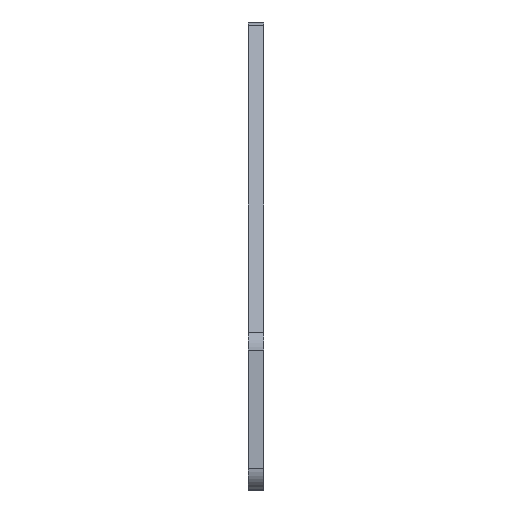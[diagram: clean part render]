
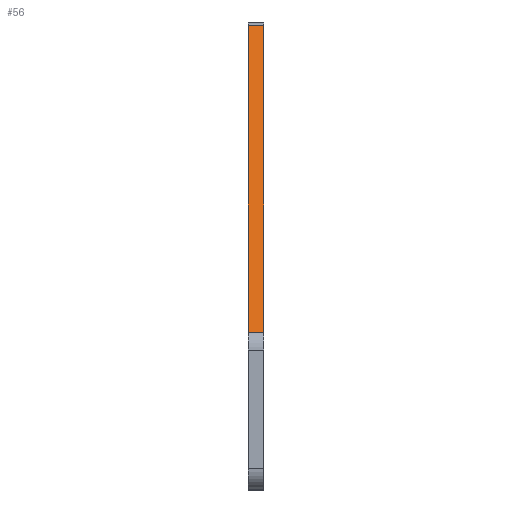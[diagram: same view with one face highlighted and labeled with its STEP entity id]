
A CAD part, left-side view. The second image highlights one B-rep face of the part: STEP entity #56.
In plain terms, the highlighted planar face has unit normal (-0.555, 0, 0.832).
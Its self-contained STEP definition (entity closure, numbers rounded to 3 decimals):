
#7 = CARTESIAN_POINT ( 'NONE',  ( -51.109, 0., 7.826 ) ) ;
#17 = VERTEX_POINT ( 'NONE', #1128 ) ;
#56 = ADVANCED_FACE ( 'NONE', ( #288 ), #475, .T. ) ;
#59 = VECTOR ( 'NONE', #372, 1000. ) ;
#93 = EDGE_CURVE ( 'NONE', #17, #433, #489, .T. ) ;
#118 = LINE ( 'NONE', #505, #779 ) ;
#144 = CARTESIAN_POINT ( 'NONE',  ( -7.349, 0., 37. ) ) ;
#151 = CARTESIAN_POINT ( 'NONE',  ( -7.852, 1.5, 36.664 ) ) ;
#265 = DIRECTION ( 'NONE',  ( 0., -1., 0. ) ) ;
#270 = LINE ( 'NONE', #359, #1082 ) ;
#288 = FACE_OUTER_BOUND ( 'NONE', #317, .T. ) ;
#290 = VERTEX_POINT ( 'NONE', #151 ) ;
#317 = EDGE_LOOP ( 'NONE', ( #728, #836, #875, #577 ) ) ;
#356 = EDGE_CURVE ( 'NONE', #290, #647, #1068, .T. ) ;
#359 = CARTESIAN_POINT ( 'NONE',  ( -51.109, 0., 7.826 ) ) ;
#372 = DIRECTION ( 'NONE',  ( -0.832, 0., -0.555 ) ) ;
#387 = CARTESIAN_POINT ( 'NONE',  ( -7.349, 1.5, 37. ) ) ;
#421 = DIRECTION ( 'NONE',  ( -0.832, 0., -0.555 ) ) ;
#433 = VERTEX_POINT ( 'NONE', #7 ) ;
#475 = PLANE ( 'NONE',  #816 ) ;
#488 = DIRECTION ( 'NONE',  ( 0., 1., 0. ) ) ;
#489 = LINE ( 'NONE', #144, #1084 ) ;
#505 = CARTESIAN_POINT ( 'NONE',  ( -7.852, 0., 36.664 ) ) ;
#531 = EDGE_CURVE ( 'NONE', #17, #290, #118, .T. ) ;
#562 = DIRECTION ( 'NONE',  ( -0.555, 0., 0.832 ) ) ;
#577 = ORIENTED_EDGE ( 'NONE', *, *, #1013, .T. ) ;
#647 = VERTEX_POINT ( 'NONE', #1140 ) ;
#728 = ORIENTED_EDGE ( 'NONE', *, *, #93, .F. ) ;
#779 = VECTOR ( 'NONE', #488, 1000. ) ;
#816 = AXIS2_PLACEMENT_3D ( 'NONE', #973, #562, #903 ) ;
#836 = ORIENTED_EDGE ( 'NONE', *, *, #531, .T. ) ;
#875 = ORIENTED_EDGE ( 'NONE', *, *, #356, .T. ) ;
#903 = DIRECTION ( 'NONE',  ( -0.832, 0., -0.555 ) ) ;
#973 = CARTESIAN_POINT ( 'NONE',  ( -7.349, 0., 37. ) ) ;
#1013 = EDGE_CURVE ( 'NONE', #647, #433, #270, .T. ) ;
#1068 = LINE ( 'NONE', #387, #59 ) ;
#1082 = VECTOR ( 'NONE', #265, 1000. ) ;
#1084 = VECTOR ( 'NONE', #421, 1000. ) ;
#1128 = CARTESIAN_POINT ( 'NONE',  ( -7.852, 0., 36.664 ) ) ;
#1140 = CARTESIAN_POINT ( 'NONE',  ( -51.109, 1.5, 7.826 ) ) ;
